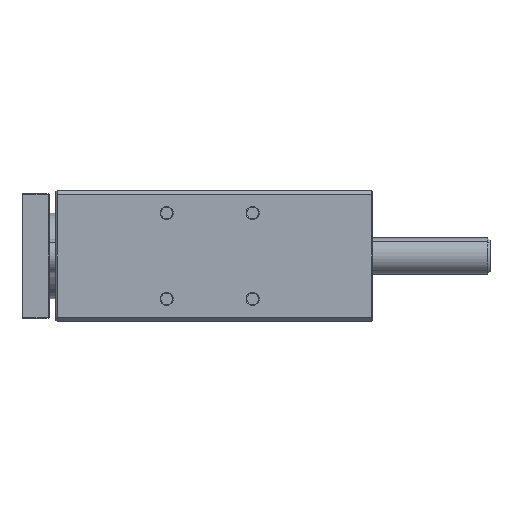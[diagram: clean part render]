
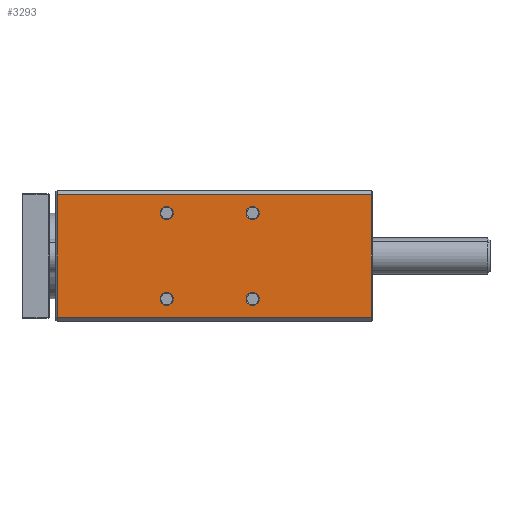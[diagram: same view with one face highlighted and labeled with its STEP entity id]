
A CAD part, left-side view. The second image highlights one B-rep face of the part: STEP entity #3293.
In plain terms, the highlighted planar face has unit normal (-1, 0, 0).
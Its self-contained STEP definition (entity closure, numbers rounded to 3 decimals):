
#104 = EDGE_LOOP ( 'NONE', ( #1613, #1376 ) ) ;
#122 = EDGE_LOOP ( 'NONE', ( #1620, #1636 ) ) ;
#149 = EDGE_LOOP ( 'NONE', ( #1683, #1685 ) ) ;
#150 = EDGE_LOOP ( 'NONE', ( #1476, #1475 ) ) ;
#160 = EDGE_LOOP ( 'NONE', ( #1635, #1634, #1633, #1597 ) ) ;
#529 = VECTOR ( 'NONE', #8138, 1000. ) ;
#531 = LINE ( 'NONE', #8167, #529 ) ;
#532 = CIRCLE ( 'NONE', #8658, 2.9 ) ;
#891 = CIRCLE ( 'NONE', #5470, 2.9 ) ;
#955 = CIRCLE ( 'NONE', #5247, 2.9 ) ;
#961 = CIRCLE ( 'NONE', #5285, 2.9 ) ;
#967 = CIRCLE ( 'NONE', #5262, 2.9 ) ;
#973 = CIRCLE ( 'NONE', #5313, 2.9 ) ;
#1376 = ORIENTED_EDGE ( 'NONE', *, *, #7282, .T. ) ;
#1475 = ORIENTED_EDGE ( 'NONE', *, *, #6703, .T. ) ;
#1476 = ORIENTED_EDGE ( 'NONE', *, *, #9110, .T. ) ;
#1597 = ORIENTED_EDGE ( 'NONE', *, *, #7256, .T. ) ;
#1613 = ORIENTED_EDGE ( 'NONE', *, *, #9106, .T. ) ;
#1620 = ORIENTED_EDGE ( 'NONE', *, *, #9102, .T. ) ;
#1633 = ORIENTED_EDGE ( 'NONE', *, *, #6704, .T. ) ;
#1634 = ORIENTED_EDGE ( 'NONE', *, *, #7237, .T. ) ;
#1635 = ORIENTED_EDGE ( 'NONE', *, *, #7165, .T. ) ;
#1636 = ORIENTED_EDGE ( 'NONE', *, *, #7209, .T. ) ;
#1683 = ORIENTED_EDGE ( 'NONE', *, *, #9114, .T. ) ;
#1685 = ORIENTED_EDGE ( 'NONE', *, *, #7254, .T. ) ;
#2339 = DIRECTION ( 'NONE',  ( 0., 0., -1. ) ) ;
#2340 = DIRECTION ( 'NONE',  ( 1., 0., 0. ) ) ;
#2341 = CARTESIAN_POINT ( 'NONE',  ( 0., 53., 10. ) ) ;
#2351 = DIRECTION ( 'NONE',  ( 0., 0., -1. ) ) ;
#2352 = DIRECTION ( 'NONE',  ( 1., 0., 0. ) ) ;
#2353 = CARTESIAN_POINT ( 'NONE',  ( 0., 53., 48. ) ) ;
#2362 = DIRECTION ( 'NONE',  ( 0., 0., -1. ) ) ;
#2363 = DIRECTION ( 'NONE',  ( 1., 0., 0. ) ) ;
#2365 = CARTESIAN_POINT ( 'NONE',  ( 0., 91., 10. ) ) ;
#2377 = DIRECTION ( 'NONE',  ( 0., 0., -1. ) ) ;
#2378 = DIRECTION ( 'NONE',  ( 1., 0., 0. ) ) ;
#2379 = CARTESIAN_POINT ( 'NONE',  ( 0., 91., 48. ) ) ;
#2506 = DIRECTION ( 'NONE',  ( 0., -1., 0. ) ) ;
#2507 = CARTESIAN_POINT ( 'NONE',  ( 0., 0., 2. ) ) ;
#2538 = DIRECTION ( 'NONE',  ( 0., 0., -1. ) ) ;
#2540 = DIRECTION ( 'NONE',  ( 1., 0., 0. ) ) ;
#2554 = CARTESIAN_POINT ( 'NONE',  ( 0., 91., 10. ) ) ;
#2645 = DIRECTION ( 'NONE',  ( 0., 0., -1. ) ) ;
#2646 = CARTESIAN_POINT ( 'NONE',  ( 0., 139.5, 58. ) ) ;
#2654 = DIRECTION ( 'NONE',  ( 0., 0., -1. ) ) ;
#2655 = DIRECTION ( 'NONE',  ( 1., 0., 0. ) ) ;
#2664 = CARTESIAN_POINT ( 'NONE',  ( 0., 53., 10. ) ) ;
#2705 = DIRECTION ( 'NONE',  ( 0., 0., 1. ) ) ;
#2706 = CARTESIAN_POINT ( 'NONE',  ( 0., 0.5, 58. ) ) ;
#2816 = DIRECTION ( 'NONE',  ( 0., 0., -1. ) ) ;
#2817 = DIRECTION ( 'NONE',  ( 1., 0., 0. ) ) ;
#2834 = CARTESIAN_POINT ( 'NONE',  ( 0., 91., 48. ) ) ;
#3293 = ADVANCED_FACE ( 'NONE', ( #10104, #10109, #10111, #10113, #10107 ), #6623, .F. ) ;
#3508 = VERTEX_POINT ( 'NONE', #8444 ) ;
#3519 = VERTEX_POINT ( 'NONE', #8387 ) ;
#3694 = VERTEX_POINT ( 'NONE', #7923 ) ;
#3816 = VERTEX_POINT ( 'NONE', #8527 ) ;
#3882 = VERTEX_POINT ( 'NONE', #8492 ) ;
#3917 = VERTEX_POINT ( 'NONE', #8478 ) ;
#3922 = VERTEX_POINT ( 'NONE', #8475 ) ;
#3936 = VERTEX_POINT ( 'NONE', #8467 ) ;
#4003 = VERTEX_POINT ( 'NONE', #8430 ) ;
#4017 = VERTEX_POINT ( 'NONE', #8415 ) ;
#4048 = VERTEX_POINT ( 'NONE', #8381 ) ;
#4170 = VERTEX_POINT ( 'NONE', #8245 ) ;
#5247 = AXIS2_PLACEMENT_3D ( 'NONE', #2379, #2378, #2377 ) ;
#5262 = AXIS2_PLACEMENT_3D ( 'NONE', #2353, #2352, #2351 ) ;
#5285 = AXIS2_PLACEMENT_3D ( 'NONE', #2365, #2363, #2362 ) ;
#5313 = AXIS2_PLACEMENT_3D ( 'NONE', #2341, #2340, #2339 ) ;
#5444 = AXIS2_PLACEMENT_3D ( 'NONE', #2664, #2655, #2654 ) ;
#5452 = AXIS2_PLACEMENT_3D ( 'NONE', #2834, #2817, #2816 ) ;
#5470 = AXIS2_PLACEMENT_3D ( 'NONE', #2554, #2540, #2538 ) ;
#5894 = DIRECTION ( 'NONE',  ( 0., 0., -1. ) ) ;
#6595 = DIRECTION ( 'NONE',  ( 1., 0., 0. ) ) ;
#6623 = PLANE ( 'NONE',  #8827 ) ;
#6630 = CARTESIAN_POINT ( 'NONE',  ( 0., 0., 58. ) ) ;
#6703 = EDGE_CURVE ( 'NONE', #3882, #3694, #532, .T. ) ;
#6704 = EDGE_CURVE ( 'NONE', #4017, #3519, #531, .T. ) ;
#7165 = EDGE_CURVE ( 'NONE', #3508, #4048, #7688, .T. ) ;
#7209 = EDGE_CURVE ( 'NONE', #3816, #3922, #7754, .T. ) ;
#7237 = EDGE_CURVE ( 'NONE', #4048, #4017, #7794, .T. ) ;
#7254 = EDGE_CURVE ( 'NONE', #4003, #4170, #7824, .T. ) ;
#7256 = EDGE_CURVE ( 'NONE', #3519, #3508, #7820, .T. ) ;
#7282 = EDGE_CURVE ( 'NONE', #3917, #3936, #891, .T. ) ;
#7688 = LINE ( 'NONE', #2507, #7691 ) ;
#7691 = VECTOR ( 'NONE', #2506, 1000. ) ;
#7754 = CIRCLE ( 'NONE', #5452, 2.9 ) ;
#7794 = LINE ( 'NONE', #2706, #7795 ) ;
#7795 = VECTOR ( 'NONE', #2705, 1000. ) ;
#7819 = VECTOR ( 'NONE', #2645, 1000. ) ;
#7820 = LINE ( 'NONE', #2646, #7819 ) ;
#7824 = CIRCLE ( 'NONE', #5444, 2.9 ) ;
#7923 = CARTESIAN_POINT ( 'NONE',  ( 0., 53., 50.9 ) ) ;
#8138 = DIRECTION ( 'NONE',  ( 0., 1., 0. ) ) ;
#8141 = DIRECTION ( 'NONE',  ( 0., 0., -1. ) ) ;
#8143 = DIRECTION ( 'NONE',  ( 1., 0., 0. ) ) ;
#8163 = CARTESIAN_POINT ( 'NONE',  ( 0., 53., 48. ) ) ;
#8167 = CARTESIAN_POINT ( 'NONE',  ( 0., 140., 56. ) ) ;
#8245 = CARTESIAN_POINT ( 'NONE',  ( 0., 53., 12.9 ) ) ;
#8381 = CARTESIAN_POINT ( 'NONE',  ( 0., 0.5, 2. ) ) ;
#8387 = CARTESIAN_POINT ( 'NONE',  ( 0., 139.5, 56. ) ) ;
#8415 = CARTESIAN_POINT ( 'NONE',  ( 0., 0.5, 56. ) ) ;
#8430 = CARTESIAN_POINT ( 'NONE',  ( 0., 53., 7.1 ) ) ;
#8444 = CARTESIAN_POINT ( 'NONE',  ( 0., 139.5, 2. ) ) ;
#8467 = CARTESIAN_POINT ( 'NONE',  ( 0., 91., 12.9 ) ) ;
#8475 = CARTESIAN_POINT ( 'NONE',  ( 0., 91., 50.9 ) ) ;
#8478 = CARTESIAN_POINT ( 'NONE',  ( 0., 91., 7.1 ) ) ;
#8492 = CARTESIAN_POINT ( 'NONE',  ( 0., 53., 45.1 ) ) ;
#8527 = CARTESIAN_POINT ( 'NONE',  ( 0., 91., 45.1 ) ) ;
#8658 = AXIS2_PLACEMENT_3D ( 'NONE', #8163, #8143, #8141 ) ;
#8827 = AXIS2_PLACEMENT_3D ( 'NONE', #6630, #6595, #5894 ) ;
#9102 = EDGE_CURVE ( 'NONE', #3922, #3816, #955, .T. ) ;
#9106 = EDGE_CURVE ( 'NONE', #3936, #3917, #961, .T. ) ;
#9110 = EDGE_CURVE ( 'NONE', #3694, #3882, #967, .T. ) ;
#9114 = EDGE_CURVE ( 'NONE', #4170, #4003, #973, .T. ) ;
#10104 = FACE_BOUND ( 'NONE', #149, .T. ) ;
#10107 = FACE_OUTER_BOUND ( 'NONE', #160, .T. ) ;
#10109 = FACE_BOUND ( 'NONE', #150, .T. ) ;
#10111 = FACE_BOUND ( 'NONE', #104, .T. ) ;
#10113 = FACE_BOUND ( 'NONE', #122, .T. ) ;
